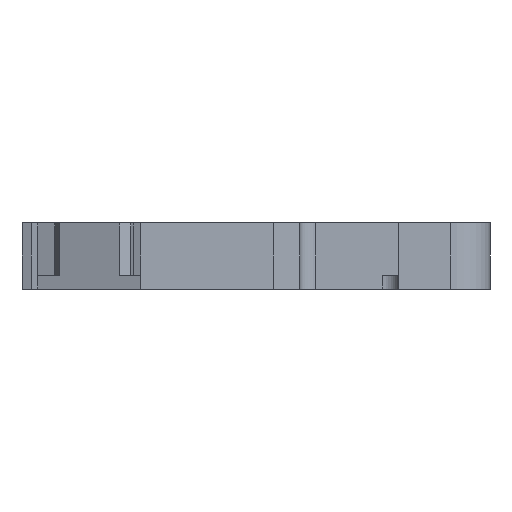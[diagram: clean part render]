
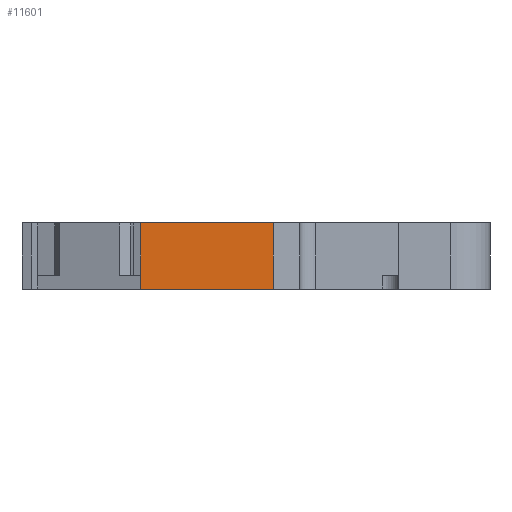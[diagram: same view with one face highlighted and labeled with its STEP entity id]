
A CAD part, left-side view. The second image highlights one B-rep face of the part: STEP entity #11601.
In plain terms, the highlighted planar face has unit normal (-1, 0, 0).
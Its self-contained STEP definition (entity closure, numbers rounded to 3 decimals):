
#70 = FACE_OUTER_BOUND ( 'NONE', #9420, .T. ) ;
#204 = VERTEX_POINT ( 'NONE', #11222 ) ;
#343 = LINE ( 'NONE', #2335, #10052 ) ;
#390 = CARTESIAN_POINT ( 'NONE',  ( -60.95, 19.5, 0. ) ) ;
#959 = LINE ( 'NONE', #390, #10651 ) ;
#1199 = VERTEX_POINT ( 'NONE', #9852 ) ;
#1364 = CARTESIAN_POINT ( 'NONE',  ( -60.95, 19.5, 5. ) ) ;
#1785 = VECTOR ( 'NONE', #7375, 1000. ) ;
#2148 = VECTOR ( 'NONE', #2177, 1000. ) ;
#2177 = DIRECTION ( 'NONE',  ( 0., 0., -1. ) ) ;
#2295 = DIRECTION ( 'NONE',  ( 0., -1., 0. ) ) ;
#2325 = DIRECTION ( 'NONE',  ( -1., 0., 0. ) ) ;
#2335 = CARTESIAN_POINT ( 'NONE',  ( -60.95, 19.5, 5. ) ) ;
#3586 = EDGE_CURVE ( 'NONE', #8437, #10610, #343, .T. ) ;
#4646 = LINE ( 'NONE', #7795, #2148 ) ;
#4697 = EDGE_CURVE ( 'NONE', #8437, #204, #11757, .T. ) ;
#5714 = ORIENTED_EDGE ( 'NONE', *, *, #10436, .T. ) ;
#5942 = ORIENTED_EDGE ( 'NONE', *, *, #4697, .F. ) ;
#6045 = AXIS2_PLACEMENT_3D ( 'NONE', #1364, #2325, #8893 ) ;
#6121 = CARTESIAN_POINT ( 'NONE',  ( -60.95, 9.5, 5. ) ) ;
#7375 = DIRECTION ( 'NONE',  ( 0., 0., -1. ) ) ;
#7795 = CARTESIAN_POINT ( 'NONE',  ( -60.95, 19.5, 5. ) ) ;
#7940 = PLANE ( 'NONE',  #6045 ) ;
#7950 = DIRECTION ( 'NONE',  ( 0., 1., 0. ) ) ;
#8437 = VERTEX_POINT ( 'NONE', #6121 ) ;
#8893 = DIRECTION ( 'NONE',  ( 0., 0., 1. ) ) ;
#9420 = EDGE_LOOP ( 'NONE', ( #9742, #10462, #5714, #5942 ) ) ;
#9742 = ORIENTED_EDGE ( 'NONE', *, *, #3586, .T. ) ;
#9852 = CARTESIAN_POINT ( 'NONE',  ( -60.95, 19.5, 0. ) ) ;
#10052 = VECTOR ( 'NONE', #7950, 1000. ) ;
#10058 = CARTESIAN_POINT ( 'NONE',  ( -60.95, 19.5, 5. ) ) ;
#10336 = EDGE_CURVE ( 'NONE', #10610, #1199, #4646, .T. ) ;
#10436 = EDGE_CURVE ( 'NONE', #1199, #204, #959, .T. ) ;
#10462 = ORIENTED_EDGE ( 'NONE', *, *, #10336, .T. ) ;
#10610 = VERTEX_POINT ( 'NONE', #10058 ) ;
#10651 = VECTOR ( 'NONE', #2295, 1000. ) ;
#11222 = CARTESIAN_POINT ( 'NONE',  ( -60.95, 9.5, 0. ) ) ;
#11601 = ADVANCED_FACE ( 'NONE', ( #70 ), #7940, .T. ) ;
#11757 = LINE ( 'NONE', #12033, #1785 ) ;
#12033 = CARTESIAN_POINT ( 'NONE',  ( -60.95, 9.5, 5. ) ) ;
